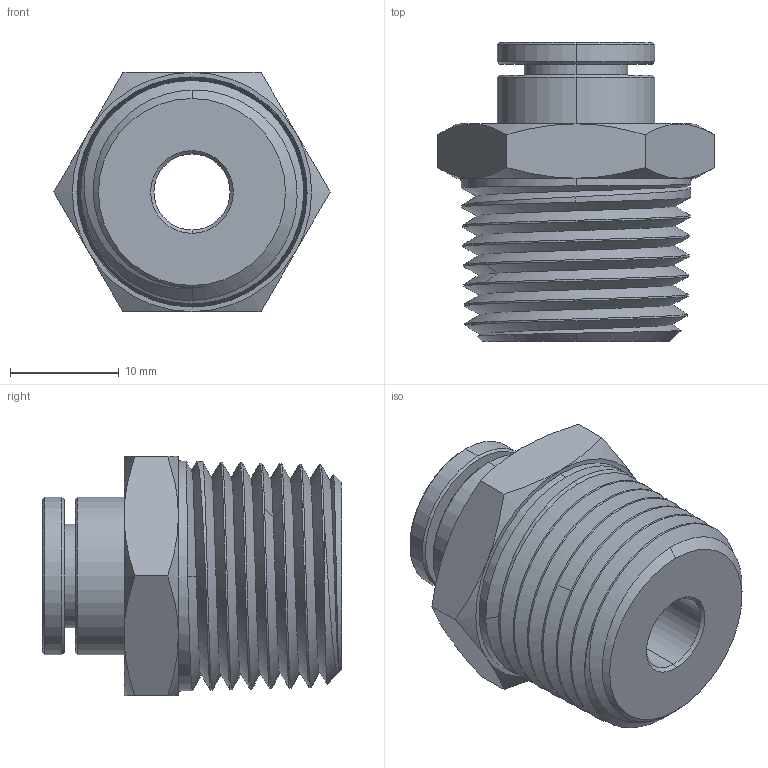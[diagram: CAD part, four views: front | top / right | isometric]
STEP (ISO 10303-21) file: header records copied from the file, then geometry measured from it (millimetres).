
FILE_DESCRIPTION (( 'STEP AP203' ), '1' );
FILE_NAME ('MCS8R1-2W.STEP', '2016-10-20T22:12:49', ( '' ), ( '' ), 'SwSTEP 2.0', 'SolidWorks 2016', '' );
FILE_SCHEMA (( 'CONFIG_CONTROL_DESIGN' ));
Length unit declared in the file: millimetre
Products named in the file (1): MCS8R1-2W
Bounding box: 25.4 x 27.51 x 22 mm (x, y, z)
Volume: 6158.2 mm3; surface area: 5696.9 mm2
Topology: 6 solids, 6 shells, 410 faces, 1125 edges, 732 vertices
Faces by surface type: plane 155, cone 153, cylinder 62, bspline 40
Entity records: 45852 total; most frequent: CARTESIAN_POINT 36107, ORIENTED_EDGE 2250, DIRECTION 1753, EDGE_CURVE 1125, VERTEX_POINT 732, AXIS2_PLACEMENT_3D 724, B_SPLINE_CURVE_WITH_KNOTS 467, EDGE_LOOP 427
